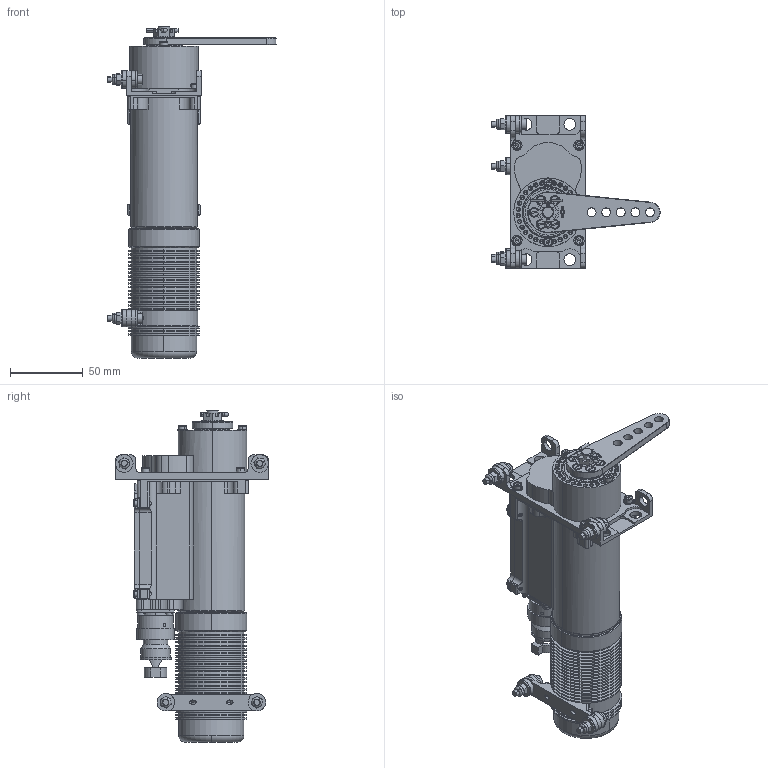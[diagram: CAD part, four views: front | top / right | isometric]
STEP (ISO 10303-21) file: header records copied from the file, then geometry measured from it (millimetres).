
FILE_DESCRIPTION (( 'STEP AP214' ), '1' );
FILE_NAME ('ÃØÔÞ.654116.06.STEP', '2015-09-02T13:34:01', ( '' ), ( '' ), 'SwSTEP 2.0', 'SolidWorks 2015', '' );
FILE_SCHEMA (( 'AUTOMOTIVE_DESIGN' ));
Length unit declared in the file: millimetre
Products named in the file (1): 贈婝.654116.06
Bounding box: 115.5 x 105 x 228 mm (x, y, z)
Volume: 134673 mm3; surface area: 155798 mm2
Topology: 73 solids, 73 shells, 2244 faces, 5388 edges, 3334 vertices
Faces by surface type: cylinder 971, plane 861, cone 310, torus 88, bspline 10, sphere 4
Entity records: 95336 total; most frequent: CARTESIAN_POINT 16929, DIRECTION 11874, ORIENTED_EDGE 10520, EDGE_CURVE 5260, AXIS2_PLACEMENT_3D 4586, VERTEX_POINT 3334, VECTOR 2702, LINE 2702
